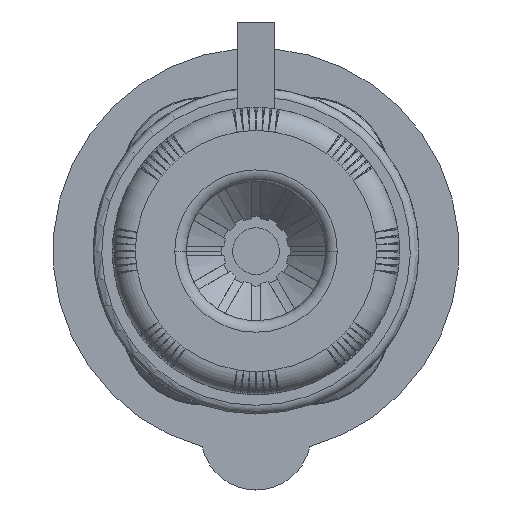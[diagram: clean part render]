
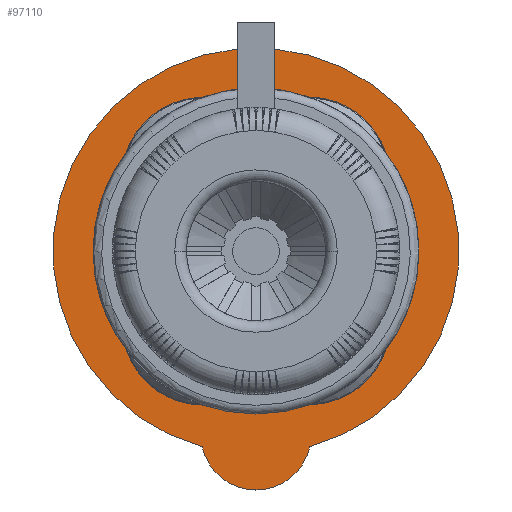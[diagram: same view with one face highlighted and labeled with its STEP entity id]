
A CAD part, front view. The second image highlights one B-rep face of the part: STEP entity #97110.
In plain terms, the highlighted planar face has unit normal (0, -1, 0).
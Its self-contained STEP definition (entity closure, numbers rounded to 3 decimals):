
#7690=CARTESIAN_POINT('',(-73.391,225.072,
90.497));
#7700=VERTEX_POINT('',#7690);
#7730=CARTESIAN_POINT('',(-64.114,225.072,
92.545));
#7740=DIRECTION('',(0.,1.,0.));
#7750=DIRECTION('',(-1.,0.,0.));
#7760=AXIS2_PLACEMENT_3D('',#7730,#7740,#7750);
#7770=CIRCLE('',#7760,9.5);
#7780=CARTESIAN_POINT('',(-54.838,225.072,
90.497));
#7790=VERTEX_POINT('',#7780);
#7800=EDGE_CURVE('',#7790,#7700,#7770,.T.);
#8050=CARTESIAN_POINT('',(-64.114,225.072,
124.245));
#8060=DIRECTION('',(0.,1.,0.));
#8070=DIRECTION('',(-1.,0.,0.));
#8080=AXIS2_PLACEMENT_3D('',#8050,#8060,#8070);
#8090=CIRCLE('',#8080,35.);
#8100=EDGE_CURVE('',#7700,#7790,#8090,.T.);
#11660=CARTESIAN_POINT('',(-92.214,225.072,
124.245));
#11670=VERTEX_POINT('',#11660);
#11700=CARTESIAN_POINT('',(-64.114,225.072,
124.245));
#11710=DIRECTION('',(0.,-1.,0.));
#11720=DIRECTION('',(1.,0.,0.));
#11730=AXIS2_PLACEMENT_3D('',#11700,#11710,#11720);
#11740=CIRCLE('',#11730,28.1);
#11750=CARTESIAN_POINT('',(-36.014,225.072,
124.245));
#11760=VERTEX_POINT('',#11750);
#11770=EDGE_CURVE('',#11760,#11670,#11740,.T.);
#96970=CARTESIAN_POINT('',(-64.855,225.072,
93.19));
#96980=DIRECTION('',(0.,1.,0.));
#96990=DIRECTION('',(-1.,0.,0.));
#97000=AXIS2_PLACEMENT_3D('',#96970,#96980,#96990);
#97010=PLANE('',#97000);
#97020=ORIENTED_EDGE('',*,*,#11770,.F.);
#97030=EDGE_CURVE('',#11670,#11760,#11740,.T.);
#97040=ORIENTED_EDGE('',*,*,#97030,.F.);
#97050=EDGE_LOOP('',(#97040,#97020));
#97060=FACE_BOUND('',#97050,.T.);
#97070=ORIENTED_EDGE('',*,*,#7800,.F.);
#97080=ORIENTED_EDGE('',*,*,#8100,.F.);
#97090=EDGE_LOOP('',(#97080,#97070));
#97100=FACE_OUTER_BOUND('',#97090,.T.);
#97110=ADVANCED_FACE('',(#97060,#97100),#97010,.F.);
